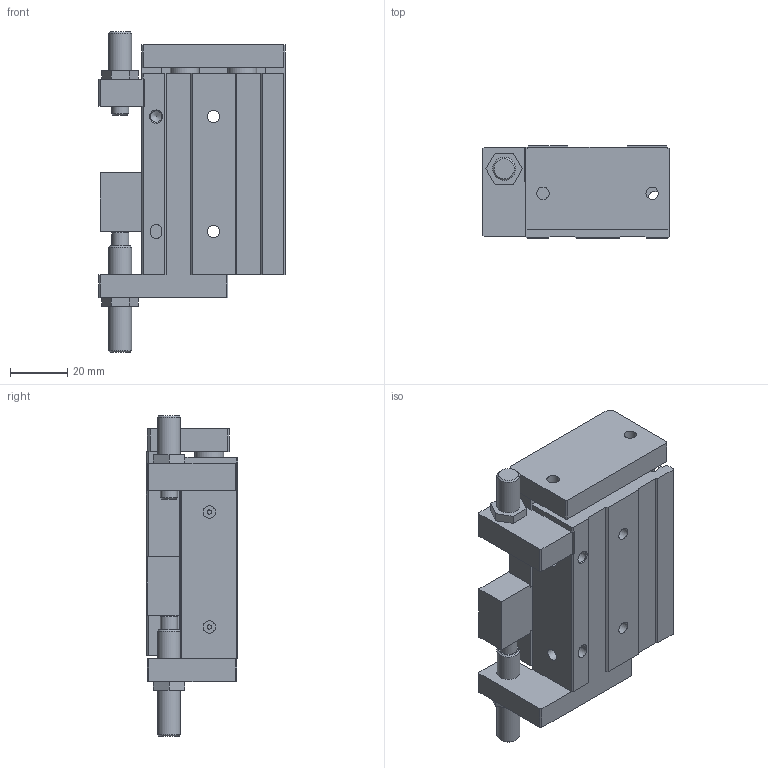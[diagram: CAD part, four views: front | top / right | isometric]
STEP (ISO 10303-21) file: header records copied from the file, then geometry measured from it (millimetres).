
FILE_DESCRIPTION(/* description */ (''),/* implementation_level */ '2;1');
FILE_NAME(/* name */ 'MSR 12-20-L.stp',/* time_stamp */ '2019-10-14T14:34:32+02:00',/* author */ ('Tecnico'),/* organization */ (''),/* preprocessor_version */ 'ST-DEVELOPER v17',/* originating_system */ 'Autodesk Inventor 2019',/* authorisation */ '');
FILE_SCHEMA (('AUTOMOTIVE_DESIGN { 1 0 10303 214 3 1 1 }'));
Length unit declared in the file: millimetre
Products named in the file (3): MSR 12-20; Slitta; Corpo
Assembly tree (2 placements, depth 2):
  MSR 12-20
    Slitta
    Corpo
Bounding box: 65 x 32 x 111.5 mm (x, y, z)
Volume: 129605.5 mm3; surface area: 38974.5 mm2
Topology: 2 solids, 2 shells, 215 faces, 584 edges, 395 vertices
Faces by surface type: plane 172, cylinder 34, cone 9
Full cylindrical faces by diameter (mm): 1.5 x2, 3.3 x4, 4 x2, 4.3 x6, 6 x2, 8 x4, 8.5 x4, 10 x4
Entity records: 6937 total; most frequent: CARTESIAN_POINT 1232, ORIENTED_EDGE 1164, DIRECTION 1151, EDGE_CURVE 582, LINE 449, VECTOR 449, VERTEX_POINT 395, AXIS2_PLACEMENT_3D 351
